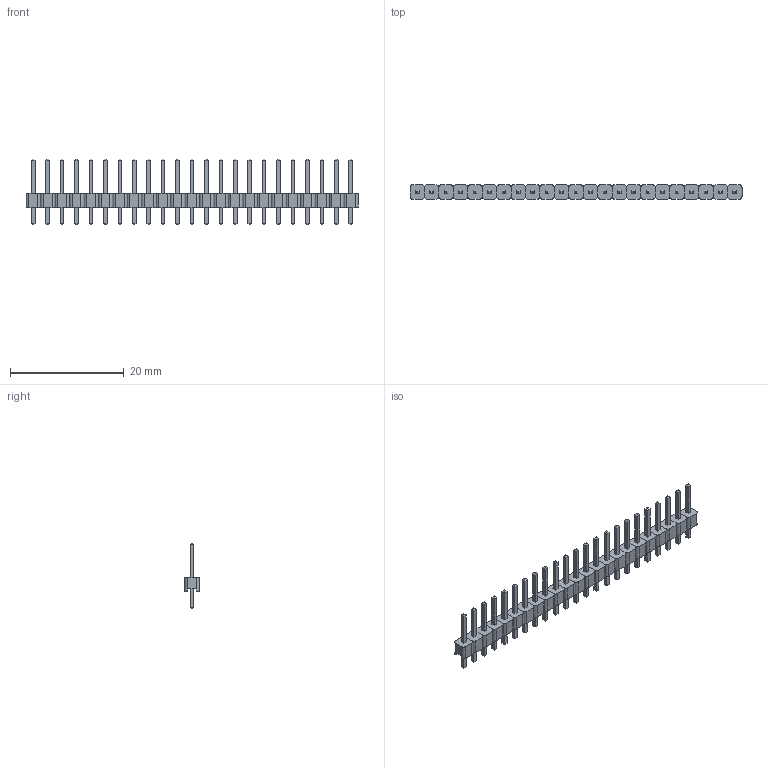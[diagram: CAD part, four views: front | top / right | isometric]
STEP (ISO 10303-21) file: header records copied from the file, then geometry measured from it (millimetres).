
FILE_DESCRIPTION(('FreeCAD Model'),'2;1');
FILE_NAME('Open CASCADE Shape Model','2022-03-28T08:12:22',( 'Engenharia Metaltex'),('Metaltex'), 'Open CASCADE STEP processor 7.5','FreeCAD','Unknown');
FILE_SCHEMA(('AUTOMOTIVE_DESIGN { 1 0 10303 214 1 1 1 1 }'));
Length unit declared in the file: millimetre
Products named in the file (70): Barra_de_pinos; 23; Pino022; Base022; 1; Pino; Base; 2; Pino001; Base001; 3; Pino002; Base002; 4; Pino003; Base003; 5; Pino004; Base004; 6; Pino005; Base005; 7; Pino006; Base006; 8; Pino007; Base007; 9; Pino008; Base008; 10; Pino009; Base009; 11; Pino010; Base010; 12; Pino011; Base011 ...
Assembly tree (69 placements, depth 3):
  Barra_de_pinos
    23
      Pino022
      Base022
    1
      Pino
      Base
    2
      Pino001
      Base001
    3
      Pino002
      Base002
    4
      Pino003
      Base003
    5
      Pino004
      Base004
    6
      Pino005
      Base005
    7
      Pino006
      Base006
    8
      Pino007
      Base007
    9
      Pino008
      Base008
    10
      Pino009
      Base009
    11
      Pino010
      Base010
    12
      Pino011
      Base011
    13
      Pino012
      Base012
    14
      Pino013
      Base013
    15
      Pino014
      Base014
    16
      Pino015
      Base015
    17
      Pino016
      Base016
    18
      Pino017
      Base017
    19
      Pino018
Bounding box: 58.42 x 2.54 x 11.54 mm (x, y, z)
Volume: 406.7 mm3; surface area: 1636.7 mm2
Topology: 46 solids, 46 shells, 736 faces, 1656 edges, 1012 vertices
Faces by surface type: plane 644, cylinder 92
Entity records: 43397 total; most frequent: CARTESIAN_POINT 7338, DIRECTION 6672, LINE 4600, VECTOR 4600, ORIENTED_EDGE 3312, PCURVE 3312, DEFINITIONAL_REPRESENTATION 3312, EDGE_CURVE 1656
